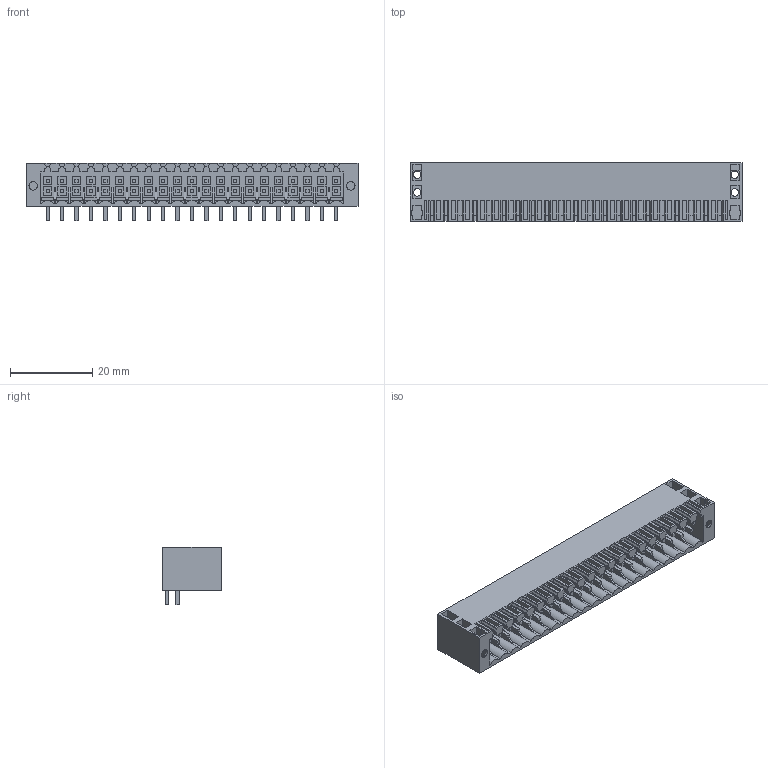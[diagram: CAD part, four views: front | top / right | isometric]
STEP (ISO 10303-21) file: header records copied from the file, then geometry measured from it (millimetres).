
FILE_DESCRIPTION(('CATIA V5 STEP Exchange','CAx-IF Rec.Pracs.--- Model Styling and Organization---1.4--- 2014-01-23'),'2;1');
FILE_NAME ('403084-1_0_2559480000_2559480000.stp','2020-12-15T12:47:03+00:00',('none'),('Weidmueller'),'CATIA Version 5-6 Release 2016 SP3 HF44','CATIA V5 STEP AP214','none');
FILE_SCHEMA(('AUTOMOTIVE_DESIGN { 1 0 10303 214 1 1 1 1 }'));
Products named in the file (1): 2559480000
Bounding box: 80.5 x 14.2 x 14 mm (x, y, z)
Volume: 5544.9 mm3; surface area: 12274 mm2
Topology: 85 solids, 85 shells, 2154 faces, 5687 edges, 3789 vertices
Faces by surface type: plane 2096, cylinder 58
Entity records: 58965 total; most frequent: ORIENTED_EDGE 11368, CARTESIAN_POINT 10879, DIRECTION 7298, EDGE_CURVE 5684, VECTOR 5546, LINE 5546, VERTEX_POINT 3787, EDGE_LOOP 2263
